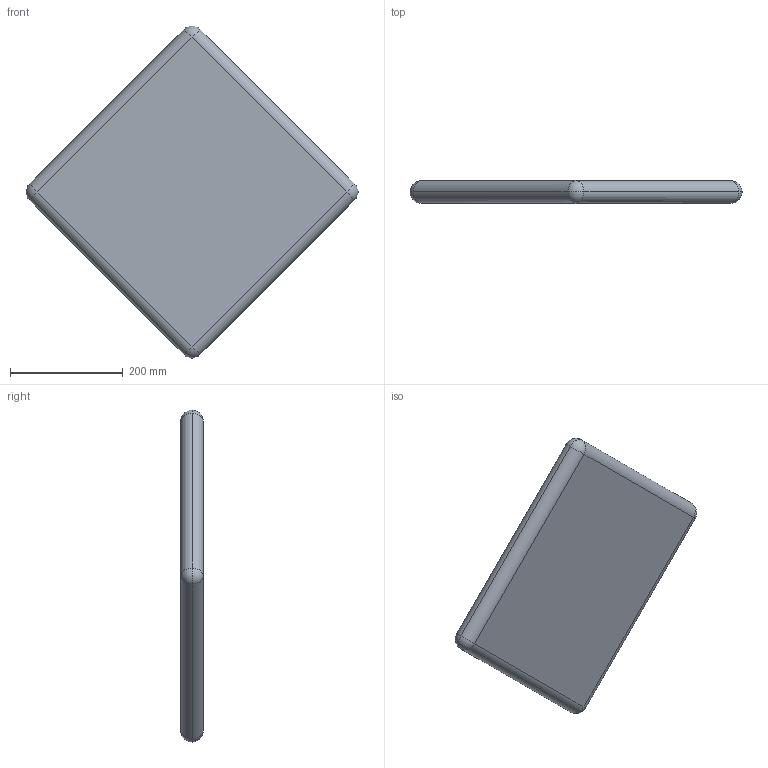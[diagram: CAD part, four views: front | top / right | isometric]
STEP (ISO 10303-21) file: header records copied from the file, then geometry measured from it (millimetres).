
FILE_DESCRIPTION (( 'STEP AP203' ), '1' );
FILE_NAME ('N4_400mm.STEP', '2015-03-02T17:31:47', ( '' ), ( '' ), 'SwSTEP 2.0', 'SolidWorks 2013', '' );
FILE_SCHEMA (( 'CONFIG_CONTROL_DESIGN' ));
Length unit declared in the file: millimetre
Products named in the file (1): N4_400mm
Bounding box: 588.97 x 40 x 588.97 mm (x, y, z)
Volume: 7039975.8 mm3; surface area: 404143.1 mm2
Topology: 1 solids, 1 shells, 18 faces, 40 edges, 16 vertices
Faces by surface type: cylinder 8, sphere 8, plane 2
Entity records: 507 total; most frequent: DIRECTION 90, CARTESIAN_POINT 67, ORIENTED_EDGE 64, AXIS2_PLACEMENT_3D 39, EDGE_CURVE 32, CIRCLE 20, ADVANCED_FACE 18, FACE_OUTER_BOUND 18
